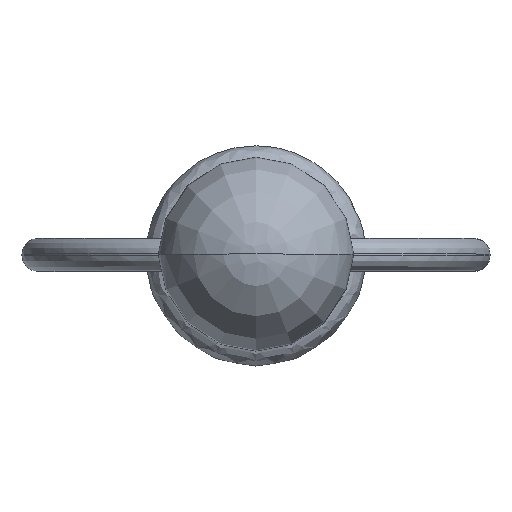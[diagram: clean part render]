
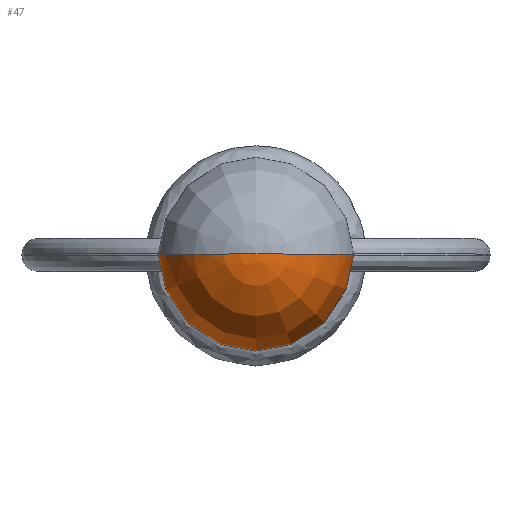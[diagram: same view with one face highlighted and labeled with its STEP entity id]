
A CAD part, top view. The second image highlights one B-rep face of the part: STEP entity #47.
In plain terms, the highlighted free-form (B-spline) face has degree [3, 2] with [7, 5] control points.
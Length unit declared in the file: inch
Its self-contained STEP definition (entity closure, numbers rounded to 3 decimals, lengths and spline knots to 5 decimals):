
#47=ADVANCED_FACE('',(#90),#739,.T.);
#90=FACE_OUTER_BOUND('',#133,.T.);
#133=EDGE_LOOP('',(#310,#311,#312));
#310=ORIENTED_EDGE('',*,*,#463,.T.);
#311=ORIENTED_EDGE('',*,*,#387,.F.);
#312=ORIENTED_EDGE('',*,*,#464,.F.);
#387=EDGE_CURVE('',#659,#658,#562,.T.);
#463=EDGE_CURVE('',#706,#658,#588,.T.);
#464=EDGE_CURVE('',#706,#659,#589,.T.);
#562=TRIMMED_CURVE($,#612,(#3210),(#3211),.T.,.CARTESIAN.);
#588=TRIMMED_CURVE($,#638,(#3600),(#3601),.T.,.CARTESIAN.);
#589=TRIMMED_CURVE($,#639,(#3603),(#3604),.T.,.CARTESIAN.);
#612=CIRCLE('',#878,0.0625);
#638=CIRCLE('',#904,0.0625);
#639=CIRCLE('',#905,0.02344);
#658=VERTEX_POINT('',#3048);
#659=VERTEX_POINT('',#3049);
#706=VERTEX_POINT('',#3096);
#739=(
BOUNDED_SURFACE()
B_SPLINE_SURFACE(3,2,((#2589,#2590,#2591,#2592,#2593),(#2594,#2595,#2596,
#2597,#2598),(#2599,#2600,#2601,#2602,#2603),(#2604,#2605,#2606,#2607,#2608),
(#2609,#2610,#2611,#2612,#2613),(#2614,#2615,#2616,#2617,#2618),(#2619,
#2620,#2621,#2622,#2623)),.UNSPECIFIED.,.F.,.F.,.F.)
B_SPLINE_SURFACE_WITH_KNOTS((4,3,4),(3,2,3),(0.6951,0.78126,
0.86742),(0.29421,0.44132,0.58843),
 .UNSPECIFIED.)
GEOMETRIC_REPRESENTATION_ITEM()
RATIONAL_B_SPLINE_SURFACE(((1.,0.707,1.,0.707,1.),
(0.848,0.599,0.848,0.599,
0.848),(0.848,0.599,0.848,
0.599,0.848),(1.,0.707,1.,0.707,
1.),(0.848,0.599,0.848,0.599,
0.848),(0.848,0.599,0.848,
0.599,0.848),(1.,0.707,1.,0.707,
1.)))
REPRESENTATION_ITEM('')
SURFACE()
);
#878=AXIS2_PLACEMENT_3D($,#3209,#959,#960);
#904=AXIS2_PLACEMENT_3D($,#3599,#1011,#1012);
#905=AXIS2_PLACEMENT_3D($,#3602,#1013,#1014);
#959=DIRECTION('',(0.,1.,0.));
#960=DIRECTION('',(-0.375,0.,-0.927));
#1011=DIRECTION('',(0.,-1.,0.));
#1012=DIRECTION('',(0.375,0.,-0.927));
#1013=DIRECTION('',(0.,0.,-1.));
#1014=DIRECTION('',(1.,0.,0.));
#2589=CARTESIAN_POINT('',(1.52344,0.,0.62956));
#2590=CARTESIAN_POINT('',(1.52344,-0.02344,0.62956));
#2591=CARTESIAN_POINT('',(1.5,-0.02344,0.62956));
#2592=CARTESIAN_POINT('',(1.47656,-0.02344,0.62956));
#2593=CARTESIAN_POINT('',(1.47656,0.,0.62956));
#2594=CARTESIAN_POINT('',(1.55241,0.,0.64128));
#2595=CARTESIAN_POINT('',(1.55241,-0.05241,0.64128));
#2596=CARTESIAN_POINT('',(1.5,-0.05241,0.64128));
#2597=CARTESIAN_POINT('',(1.44759,-0.05241,0.64128));
#2598=CARTESIAN_POINT('',(1.44759,0.,0.64128));
#2599=CARTESIAN_POINT('',(1.56732,0.,0.66876));
#2600=CARTESIAN_POINT('',(1.56732,-0.06732,0.66876));
#2601=CARTESIAN_POINT('',(1.5,-0.06732,0.66876));
#2602=CARTESIAN_POINT('',(1.43268,-0.06732,0.66876));
#2603=CARTESIAN_POINT('',(1.43268,0.,0.66876));
#2604=CARTESIAN_POINT('',(1.56135,0.,0.69944));
#2605=CARTESIAN_POINT('',(1.56135,-0.06135,0.69944));
#2606=CARTESIAN_POINT('',(1.5,-0.06135,0.69944));
#2607=CARTESIAN_POINT('',(1.43865,-0.06135,0.69944));
#2608=CARTESIAN_POINT('',(1.43865,0.,0.69944));
#2609=CARTESIAN_POINT('',(1.55538,0.,0.73012));
#2610=CARTESIAN_POINT('',(1.55538,-0.05538,0.73012));
#2611=CARTESIAN_POINT('',(1.5,-0.05538,0.73012));
#2612=CARTESIAN_POINT('',(1.44462,-0.05538,0.73012));
#2613=CARTESIAN_POINT('',(1.44462,0.,0.73012));
#2614=CARTESIAN_POINT('',(1.53126,0.,0.75));
#2615=CARTESIAN_POINT('',(1.53126,-0.03126,0.75));
#2616=CARTESIAN_POINT('',(1.5,-0.03126,0.75));
#2617=CARTESIAN_POINT('',(1.46874,-0.03126,0.75));
#2618=CARTESIAN_POINT('',(1.46874,0.,0.75));
#2619=CARTESIAN_POINT('',(1.5,0.,0.75));
#2620=CARTESIAN_POINT('',(1.5,0.,0.75));
#2621=CARTESIAN_POINT('',(1.5,0.,0.75));
#2622=CARTESIAN_POINT('',(1.5,0.,0.75));
#2623=CARTESIAN_POINT('',(1.5,0.,0.75));
#3048=CARTESIAN_POINT('',(1.5,0.,0.75));
#3049=CARTESIAN_POINT('',(1.47656,0.,0.62956));
#3096=CARTESIAN_POINT('',(1.52344,0.,0.62956));
#3209=CARTESIAN_POINT('',(1.5,0.,0.6875));
#3210=CARTESIAN_POINT('',(1.47656,0.,0.62956));
#3211=CARTESIAN_POINT('',(1.5,0.,0.75));
#3599=CARTESIAN_POINT('',(1.5,0.,0.6875));
#3600=CARTESIAN_POINT('',(1.52344,0.,0.62956));
#3601=CARTESIAN_POINT('',(1.5,0.,0.75));
#3602=CARTESIAN_POINT('',(1.5,0.,0.62956));
#3603=CARTESIAN_POINT('',(1.52344,0.,0.62956));
#3604=CARTESIAN_POINT('',(1.47656,0.,0.62956));
